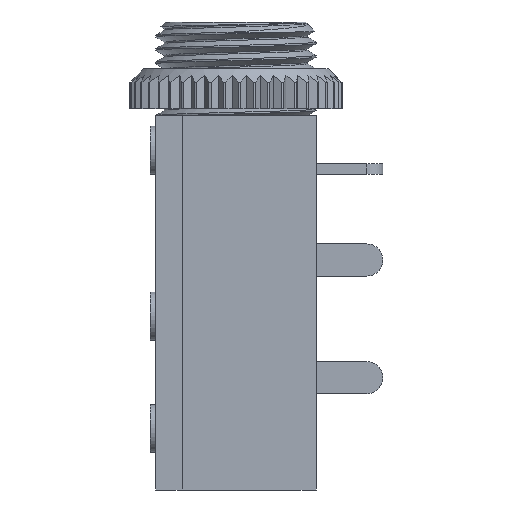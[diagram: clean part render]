
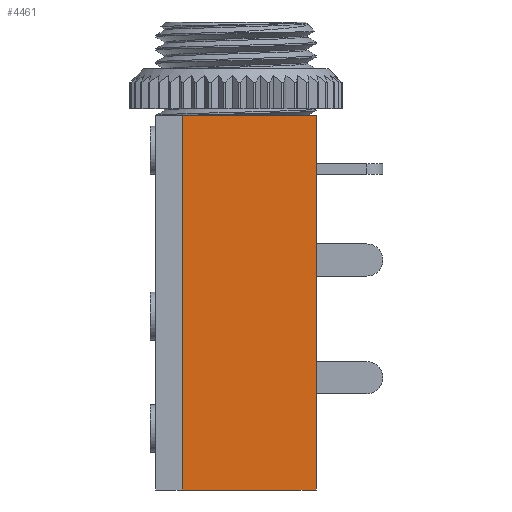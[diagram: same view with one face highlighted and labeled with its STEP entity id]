
A CAD part, left-side view. The second image highlights one B-rep face of the part: STEP entity #4461.
In plain terms, the highlighted planar face has unit normal (-1, 0, 0).
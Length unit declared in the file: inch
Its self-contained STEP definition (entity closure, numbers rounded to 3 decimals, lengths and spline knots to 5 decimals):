
#1229 = ORIENTED_EDGE ( 'NONE', *, *, #13764, .F. ) ;
#2075 = DIRECTION ( 'NONE',  ( 0., 0., 1. ) ) ;
#2827 = VECTOR ( 'NONE', #3178, 39.37008 ) ;
#3178 = DIRECTION ( 'NONE',  ( 0., -1., 0. ) ) ;
#3302 = CARTESIAN_POINT ( 'NONE',  ( -0.23622, 0.07874, -0.27559 ) ) ;
#3341 = CARTESIAN_POINT ( 'NONE',  ( -0.23622, 0.07874, 0.27559 ) ) ;
#3639 = FACE_OUTER_BOUND ( 'NONE', #13515, .T. ) ;
#3907 = VECTOR ( 'NONE', #4690, 39.37008 ) ;
#4006 = ORIENTED_EDGE ( 'NONE', *, *, #15671, .T. ) ;
#4059 = LINE ( 'NONE', #8157, #2827 ) ;
#4265 = CARTESIAN_POINT ( 'NONE',  ( -0.23622, 0.07874, -0.27559 ) ) ;
#4461 = ADVANCED_FACE ( 'NONE', ( #3639 ), #12454, .F. ) ;
#4690 = DIRECTION ( 'NONE',  ( 0., 0., 1. ) ) ;
#6267 = DIRECTION ( 'NONE',  ( 1., 0., 0. ) ) ;
#6536 = VERTEX_POINT ( 'NONE', #10220 ) ;
#7136 = AXIS2_PLACEMENT_3D ( 'NONE', #8943, #6267, #12615 ) ;
#7137 = LINE ( 'NONE', #3302, #12525 ) ;
#8157 = CARTESIAN_POINT ( 'NONE',  ( -0.23622, 0.07874, -0.27559 ) ) ;
#8330 = DIRECTION ( 'NONE',  ( 0., -1., 0. ) ) ;
#8943 = CARTESIAN_POINT ( 'NONE',  ( -0.23622, 0.07874, -0.27559 ) ) ;
#9439 = CARTESIAN_POINT ( 'NONE',  ( -0.23622, -0.11811, -0.27559 ) ) ;
#9503 = CARTESIAN_POINT ( 'NONE',  ( -0.23622, -0.11811, 0.27559 ) ) ;
#10220 = CARTESIAN_POINT ( 'NONE',  ( -0.23622, -0.11811, -0.27559 ) ) ;
#10963 = EDGE_CURVE ( 'NONE', #14243, #16183, #14520, .T. ) ;
#11411 = VECTOR ( 'NONE', #8330, 39.37008 ) ;
#11564 = ORIENTED_EDGE ( 'NONE', *, *, #10963, .F. ) ;
#11874 = EDGE_CURVE ( 'NONE', #15113, #6536, #4059, .T. ) ;
#12205 = LINE ( 'NONE', #9439, #3907 ) ;
#12454 = PLANE ( 'NONE',  #7136 ) ;
#12525 = VECTOR ( 'NONE', #2075, 39.37008 ) ;
#12615 = DIRECTION ( 'NONE',  ( 0., 0., -1. ) ) ;
#13515 = EDGE_LOOP ( 'NONE', ( #11564, #1229, #15061, #4006 ) ) ;
#13764 = EDGE_CURVE ( 'NONE', #15113, #14243, #7137, .T. ) ;
#14243 = VERTEX_POINT ( 'NONE', #14523 ) ;
#14520 = LINE ( 'NONE', #3341, #11411 ) ;
#14523 = CARTESIAN_POINT ( 'NONE',  ( -0.23622, 0.07874, 0.27559 ) ) ;
#15061 = ORIENTED_EDGE ( 'NONE', *, *, #11874, .T. ) ;
#15113 = VERTEX_POINT ( 'NONE', #4265 ) ;
#15671 = EDGE_CURVE ( 'NONE', #6536, #16183, #12205, .T. ) ;
#16183 = VERTEX_POINT ( 'NONE', #9503 ) ;
